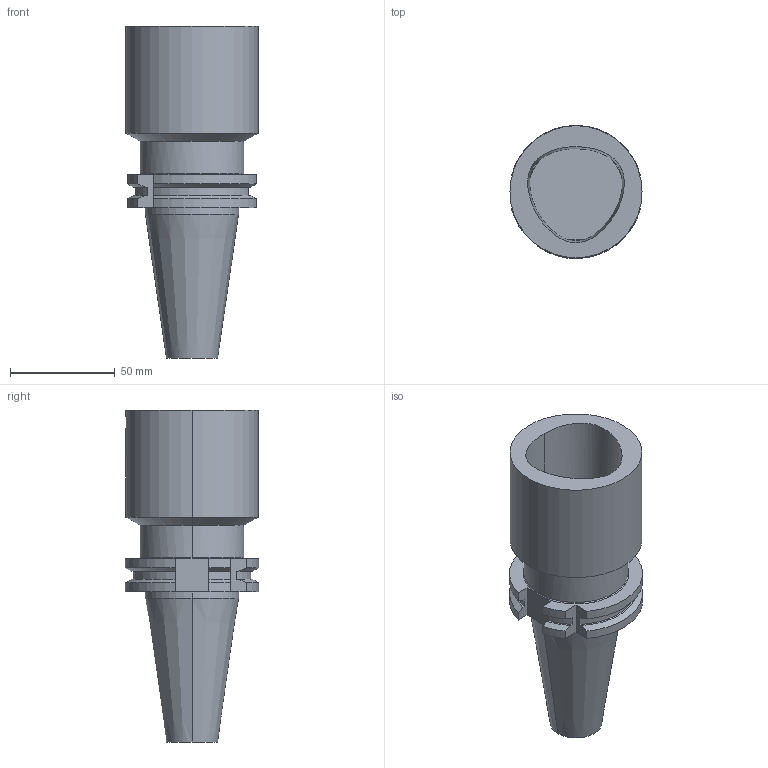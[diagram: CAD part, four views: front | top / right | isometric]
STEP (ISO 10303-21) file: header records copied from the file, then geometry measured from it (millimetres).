
FILE_DESCRIPTION (( 'STEP AP203' ), '1' );
FILE_NAME ('STP-51.501.63.090.STEP', '2021-03-30T03:11:29', ( '' ), ( '' ), 'SwSTEP 2.0', 'SolidWorks 2017', '' );
FILE_SCHEMA (( 'CONFIG_CONTROL_DESIGN' ));
Length unit declared in the file: millimetre
Products named in the file (1): STP-51.501.63.090
Bounding box: 63 x 63.54 x 158.4 mm (x, y, z)
Volume: 226332.3 mm3; surface area: 41436.7 mm2
Topology: 1 solids, 1 shells, 75 faces, 185 edges, 115 vertices
Faces by surface type: plane 29, cylinder 25, cone 16, bspline 3, torus 2
Entity records: 2649 total; most frequent: CARTESIAN_POINT 817, DIRECTION 369, ORIENTED_EDGE 366, EDGE_CURVE 183, AXIS2_PLACEMENT_3D 143, VERTEX_POINT 115, VECTOR 83, LINE 83
